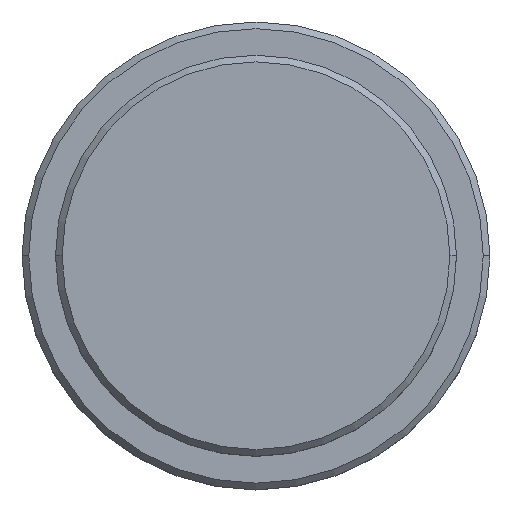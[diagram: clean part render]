
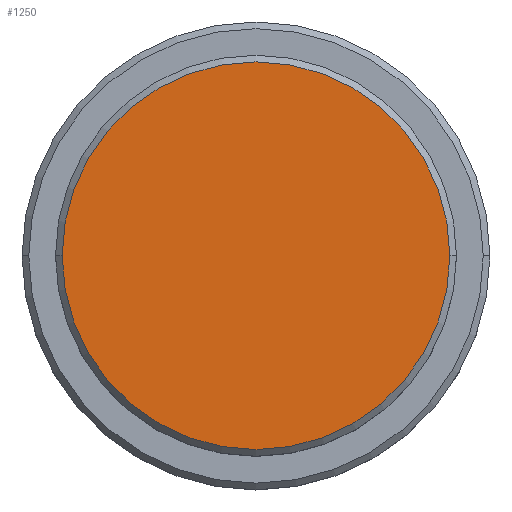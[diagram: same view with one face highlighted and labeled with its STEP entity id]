
A CAD part, top view. The second image highlights one B-rep face of the part: STEP entity #1250.
In plain terms, the highlighted planar face has unit normal (0, 0, 1).
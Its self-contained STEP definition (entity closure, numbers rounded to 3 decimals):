
#186 = CARTESIAN_POINT ( 'NONE',  ( 0., 0., 0. ) ) ;
#211 = CARTESIAN_POINT ( 'NONE',  ( 0., 0., 0. ) ) ;
#313 = CARTESIAN_POINT ( 'NONE',  ( -14.5, 0., 0. ) ) ;
#317 = EDGE_CURVE ( 'NONE', #565, #499, #1265, .T. ) ;
#375 = CARTESIAN_POINT ( 'NONE',  ( 14.5, 0., 0. ) ) ;
#466 = EDGE_CURVE ( 'NONE', #499, #565, #530, .T. ) ;
#499 = VERTEX_POINT ( 'NONE', #313 ) ;
#530 = CIRCLE ( 'NONE', #657, 14.5 ) ;
#540 = DIRECTION ( 'NONE',  ( 0., 0., 1. ) ) ;
#565 = VERTEX_POINT ( 'NONE', #375 ) ;
#600 = AXIS2_PLACEMENT_3D ( 'NONE', #186, #627, #637 ) ;
#627 = DIRECTION ( 'NONE',  ( 0., 0., 1. ) ) ;
#637 = DIRECTION ( 'NONE',  ( 1., 0., 0. ) ) ;
#657 = AXIS2_PLACEMENT_3D ( 'NONE', #211, #540, #763 ) ;
#676 = ORIENTED_EDGE ( 'NONE', *, *, #466, .T. ) ;
#703 = DIRECTION ( 'NONE',  ( 0., 0., 1. ) ) ;
#725 = FACE_OUTER_BOUND ( 'NONE', #786, .T. ) ;
#763 = DIRECTION ( 'NONE',  ( 1., 0., 0. ) ) ;
#782 = ORIENTED_EDGE ( 'NONE', *, *, #317, .T. ) ;
#786 = EDGE_LOOP ( 'NONE', ( #676, #782 ) ) ;
#1156 = DIRECTION ( 'NONE',  ( 1., 0., 0. ) ) ;
#1186 = PLANE ( 'NONE',  #600 ) ;
#1250 = ADVANCED_FACE ( 'NONE', ( #725 ), #1186, .T. ) ;
#1265 = CIRCLE ( 'NONE', #1354, 14.5 ) ;
#1354 = AXIS2_PLACEMENT_3D ( 'NONE', #1367, #703, #1156 ) ;
#1367 = CARTESIAN_POINT ( 'NONE',  ( 0., 0., 0. ) ) ;
